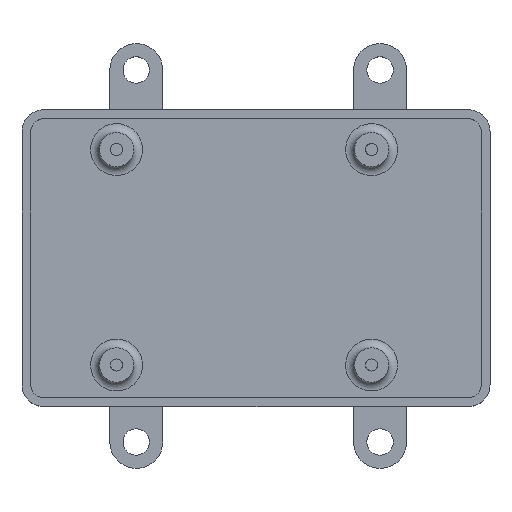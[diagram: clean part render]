
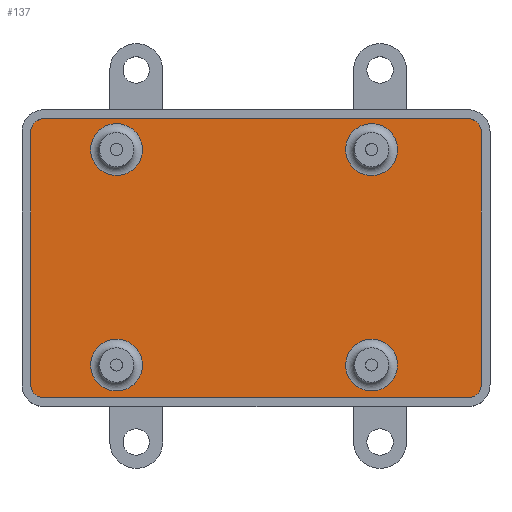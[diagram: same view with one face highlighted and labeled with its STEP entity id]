
A CAD part, top view. The second image highlights one B-rep face of the part: STEP entity #137.
In plain terms, the highlighted planar face has unit normal (0, 0, 1).
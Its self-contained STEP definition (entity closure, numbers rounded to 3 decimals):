
#22 = VERTEX_POINT('',#23);
#23 = CARTESIAN_POINT('',(-61.442,-29.589,-8.));
#40 = VERTEX_POINT('',#41);
#41 = CARTESIAN_POINT('',(34.982,-29.589,-8.));
#47 = EDGE_CURVE('',#22,#40,#48,.T.);
#48 = LINE('',#49,#50);
#49 = CARTESIAN_POINT('',(-61.442,-29.589,-8.));
#50 = VECTOR('',#51,1.);
#51 = DIRECTION('',(1.,0.,0.));
#109 = VERTEX_POINT('',#110);
#110 = CARTESIAN_POINT('',(-64.442,-26.589,-8.));
#126 = EDGE_CURVE('',#109,#22,#127,.T.);
#127 = CIRCLE('',#128,3.);
#128 = AXIS2_PLACEMENT_3D('',#129,#130,#131);
#129 = CARTESIAN_POINT('',(-61.442,-26.589,-8.));
#130 = DIRECTION('',(0.,0.,1.));
#131 = DIRECTION('',(1.,0.,0.));
#137 = ADVANCED_FACE('',(#138,#191,#220,#249,#278),#307,.T.);
#138 = FACE_BOUND('',#139,.T.);
#139 = EDGE_LOOP('',(#140,#141,#150,#158,#167,#175,#184,#190));
#140 = ORIENTED_EDGE('',*,*,#47,.T.);
#141 = ORIENTED_EDGE('',*,*,#142,.T.);
#142 = EDGE_CURVE('',#40,#143,#145,.T.);
#143 = VERTEX_POINT('',#144);
#144 = CARTESIAN_POINT('',(37.982,-26.589,-8.));
#145 = CIRCLE('',#146,3.);
#146 = AXIS2_PLACEMENT_3D('',#147,#148,#149);
#147 = CARTESIAN_POINT('',(34.982,-26.589,-8.));
#148 = DIRECTION('',(0.,0.,1.));
#149 = DIRECTION('',(1.,0.,0.));
#150 = ORIENTED_EDGE('',*,*,#151,.T.);
#151 = EDGE_CURVE('',#143,#152,#154,.T.);
#152 = VERTEX_POINT('',#153);
#153 = CARTESIAN_POINT('',(37.982,30.911,-8.));
#154 = LINE('',#155,#156);
#155 = CARTESIAN_POINT('',(37.982,-26.589,-8.));
#156 = VECTOR('',#157,1.);
#157 = DIRECTION('',(0.,1.,0.));
#158 = ORIENTED_EDGE('',*,*,#159,.T.);
#159 = EDGE_CURVE('',#152,#160,#162,.T.);
#160 = VERTEX_POINT('',#161);
#161 = CARTESIAN_POINT('',(34.982,33.911,-8.));
#162 = CIRCLE('',#163,3.);
#163 = AXIS2_PLACEMENT_3D('',#164,#165,#166);
#164 = CARTESIAN_POINT('',(34.982,30.911,-8.));
#165 = DIRECTION('',(0.,0.,1.));
#166 = DIRECTION('',(1.,0.,0.));
#167 = ORIENTED_EDGE('',*,*,#168,.T.);
#168 = EDGE_CURVE('',#160,#169,#171,.T.);
#169 = VERTEX_POINT('',#170);
#170 = CARTESIAN_POINT('',(-61.442,33.911,-8.));
#171 = LINE('',#172,#173);
#172 = CARTESIAN_POINT('',(34.982,33.911,-8.));
#173 = VECTOR('',#174,1.);
#174 = DIRECTION('',(-1.,0.,0.));
#175 = ORIENTED_EDGE('',*,*,#176,.T.);
#176 = EDGE_CURVE('',#169,#177,#179,.T.);
#177 = VERTEX_POINT('',#178);
#178 = CARTESIAN_POINT('',(-64.442,30.911,-8.));
#179 = CIRCLE('',#180,3.);
#180 = AXIS2_PLACEMENT_3D('',#181,#182,#183);
#181 = CARTESIAN_POINT('',(-61.442,30.911,-8.));
#182 = DIRECTION('',(0.,0.,1.));
#183 = DIRECTION('',(1.,0.,0.));
#184 = ORIENTED_EDGE('',*,*,#185,.T.);
#185 = EDGE_CURVE('',#177,#109,#186,.T.);
#186 = LINE('',#187,#188);
#187 = CARTESIAN_POINT('',(-64.442,30.911,-8.));
#188 = VECTOR('',#189,1.);
#189 = DIRECTION('',(0.,-1.,0.));
#190 = ORIENTED_EDGE('',*,*,#126,.T.);
#191 = FACE_BOUND('',#192,.T.);
#192 = EDGE_LOOP('',(#193,#204,#213));
#193 = ORIENTED_EDGE('',*,*,#194,.F.);
#194 = EDGE_CURVE('',#195,#197,#199,.T.);
#195 = VERTEX_POINT('',#196);
#196 = CARTESIAN_POINT('',(-46.433,32.619,-8.));
#197 = VERTEX_POINT('',#198);
#198 = CARTESIAN_POINT('',(-39.042,26.911,-8.));
#199 = CIRCLE('',#200,5.9);
#200 = AXIS2_PLACEMENT_3D('',#201,#202,#203);
#201 = CARTESIAN_POINT('',(-44.942,26.911,-8.));
#202 = DIRECTION('',(0.,0.,1.));
#203 = DIRECTION('',(1.,0.,0.));
#204 = ORIENTED_EDGE('',*,*,#205,.F.);
#205 = EDGE_CURVE('',#206,#195,#208,.T.);
#206 = VERTEX_POINT('',#207);
#207 = CARTESIAN_POINT('',(-39.058,27.341,-8.));
#208 = CIRCLE('',#209,5.9);
#209 = AXIS2_PLACEMENT_3D('',#210,#211,#212);
#210 = CARTESIAN_POINT('',(-44.942,26.911,-8.));
#211 = DIRECTION('',(0.,0.,1.));
#212 = DIRECTION('',(1.,0.,0.));
#213 = ORIENTED_EDGE('',*,*,#214,.F.);
#214 = EDGE_CURVE('',#197,#206,#215,.T.);
#215 = CIRCLE('',#216,5.9);
#216 = AXIS2_PLACEMENT_3D('',#217,#218,#219);
#217 = CARTESIAN_POINT('',(-44.942,26.911,-8.));
#218 = DIRECTION('',(0.,0.,1.));
#219 = DIRECTION('',(1.,0.,0.));
#220 = FACE_BOUND('',#221,.T.);
#221 = EDGE_LOOP('',(#222,#233,#242));
#222 = ORIENTED_EDGE('',*,*,#223,.F.);
#223 = EDGE_CURVE('',#224,#226,#228,.T.);
#224 = VERTEX_POINT('',#225);
#225 = CARTESIAN_POINT('',(9.246,31.414,-8.));
#226 = VERTEX_POINT('',#227);
#227 = CARTESIAN_POINT('',(18.958,26.911,-8.));
#228 = CIRCLE('',#229,5.9);
#229 = AXIS2_PLACEMENT_3D('',#230,#231,#232);
#230 = CARTESIAN_POINT('',(13.058,26.911,-8.));
#231 = DIRECTION('',(0.,0.,1.));
#232 = DIRECTION('',(1.,0.,0.));
#233 = ORIENTED_EDGE('',*,*,#234,.F.);
#234 = EDGE_CURVE('',#235,#224,#237,.T.);
#235 = VERTEX_POINT('',#236);
#236 = CARTESIAN_POINT('',(18.741,28.498,-8.));
#237 = CIRCLE('',#238,5.9);
#238 = AXIS2_PLACEMENT_3D('',#239,#240,#241);
#239 = CARTESIAN_POINT('',(13.058,26.911,-8.));
#240 = DIRECTION('',(0.,0.,1.));
#241 = DIRECTION('',(1.,0.,0.));
#242 = ORIENTED_EDGE('',*,*,#243,.F.);
#243 = EDGE_CURVE('',#226,#235,#244,.T.);
#244 = CIRCLE('',#245,5.9);
#245 = AXIS2_PLACEMENT_3D('',#246,#247,#248);
#246 = CARTESIAN_POINT('',(13.058,26.911,-8.));
#247 = DIRECTION('',(0.,0.,1.));
#248 = DIRECTION('',(1.,0.,0.));
#249 = FACE_BOUND('',#250,.T.);
#250 = EDGE_LOOP('',(#251,#262,#271));
#251 = ORIENTED_EDGE('',*,*,#252,.F.);
#252 = EDGE_CURVE('',#253,#255,#257,.T.);
#253 = VERTEX_POINT('',#254);
#254 = CARTESIAN_POINT('',(18.857,-23.176,-8.));
#255 = VERTEX_POINT('',#256);
#256 = CARTESIAN_POINT('',(18.958,-22.089,-8.));
#257 = CIRCLE('',#258,5.9);
#258 = AXIS2_PLACEMENT_3D('',#259,#260,#261);
#259 = CARTESIAN_POINT('',(13.058,-22.089,-8.));
#260 = DIRECTION('',(0.,0.,1.));
#261 = DIRECTION('',(1.,0.,0.));
#262 = ORIENTED_EDGE('',*,*,#263,.F.);
#263 = EDGE_CURVE('',#264,#253,#266,.T.);
#264 = VERTEX_POINT('',#265);
#265 = CARTESIAN_POINT('',(9.119,-26.482,-8.));
#266 = CIRCLE('',#267,5.9);
#267 = AXIS2_PLACEMENT_3D('',#268,#269,#270);
#268 = CARTESIAN_POINT('',(13.058,-22.089,-8.));
#269 = DIRECTION('',(0.,0.,1.));
#270 = DIRECTION('',(1.,0.,0.));
#271 = ORIENTED_EDGE('',*,*,#272,.F.);
#272 = EDGE_CURVE('',#255,#264,#273,.T.);
#273 = CIRCLE('',#274,5.9);
#274 = AXIS2_PLACEMENT_3D('',#275,#276,#277);
#275 = CARTESIAN_POINT('',(13.058,-22.089,-8.));
#276 = DIRECTION('',(0.,0.,1.));
#277 = DIRECTION('',(1.,0.,0.));
#278 = FACE_BOUND('',#279,.T.);
#279 = EDGE_LOOP('',(#280,#291,#300));
#280 = ORIENTED_EDGE('',*,*,#281,.F.);
#281 = EDGE_CURVE('',#282,#284,#286,.T.);
#282 = VERTEX_POINT('',#283);
#283 = CARTESIAN_POINT('',(-39.042,-22.089,-8.));
#284 = VERTEX_POINT('',#285);
#285 = CARTESIAN_POINT('',(-39.044,-21.927,-8.));
#286 = CIRCLE('',#287,5.9);
#287 = AXIS2_PLACEMENT_3D('',#288,#289,#290);
#288 = CARTESIAN_POINT('',(-44.942,-22.089,-8.));
#289 = DIRECTION('',(0.,0.,1.));
#290 = DIRECTION('',(1.,0.,0.));
#291 = ORIENTED_EDGE('',*,*,#292,.F.);
#292 = EDGE_CURVE('',#293,#282,#295,.T.);
#293 = VERTEX_POINT('',#294);
#294 = CARTESIAN_POINT('',(-46.459,-27.791,-8.));
#295 = CIRCLE('',#296,5.9);
#296 = AXIS2_PLACEMENT_3D('',#297,#298,#299);
#297 = CARTESIAN_POINT('',(-44.942,-22.089,-8.));
#298 = DIRECTION('',(0.,0.,1.));
#299 = DIRECTION('',(1.,0.,0.));
#300 = ORIENTED_EDGE('',*,*,#301,.F.);
#301 = EDGE_CURVE('',#284,#293,#302,.T.);
#302 = CIRCLE('',#303,5.9);
#303 = AXIS2_PLACEMENT_3D('',#304,#305,#306);
#304 = CARTESIAN_POINT('',(-44.942,-22.089,-8.));
#305 = DIRECTION('',(0.,0.,1.));
#306 = DIRECTION('',(1.,0.,0.));
#307 = PLANE('',#308);
#308 = AXIS2_PLACEMENT_3D('',#309,#310,#311);
#309 = CARTESIAN_POINT('',(-13.23,2.161,-8.));
#310 = DIRECTION('',(0.,0.,1.));
#311 = DIRECTION('',(1.,0.,0.));
